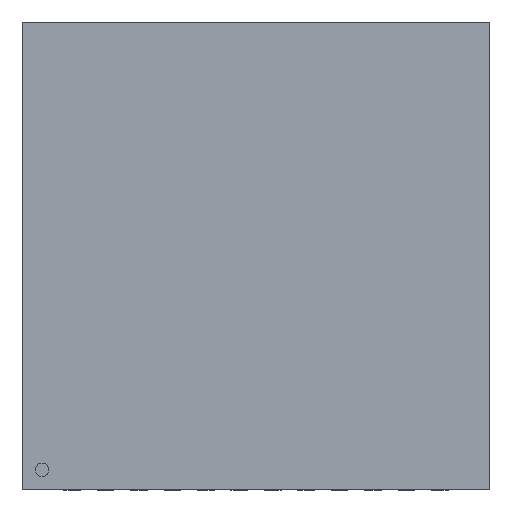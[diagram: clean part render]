
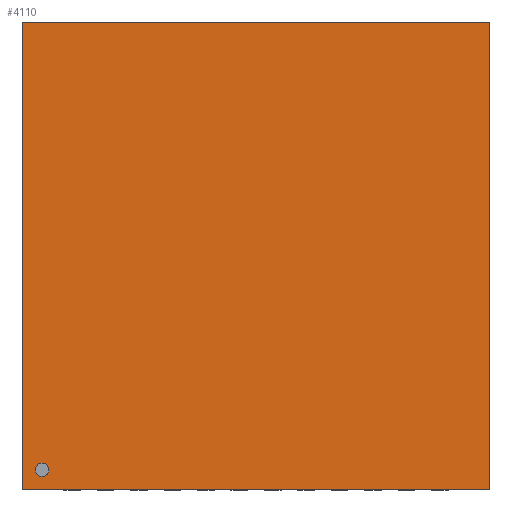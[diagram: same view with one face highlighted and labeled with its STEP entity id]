
A CAD part, top view. The second image highlights one B-rep face of the part: STEP entity #4110.
In plain terms, the highlighted planar face has unit normal (0, 0, 1).
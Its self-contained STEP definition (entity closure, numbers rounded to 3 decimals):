
#117 = LINE ( 'NONE', #10289, #7391 ) ;
#655 = ORIENTED_EDGE ( 'NONE', *, *, #12099, .F. ) ;
#1120 = CIRCLE ( 'NONE', #8357, 0.1 ) ;
#1179 = EDGE_LOOP ( 'NONE', ( #655, #7945 ) ) ;
#1874 = ORIENTED_EDGE ( 'NONE', *, *, #15844, .T. ) ;
#2088 = CARTESIAN_POINT ( 'NONE',  ( -3.5, -3.5, 0.88 ) ) ;
#2535 = AXIS2_PLACEMENT_3D ( 'NONE', #16006, #7849, #17380 ) ;
#2899 = EDGE_CURVE ( 'NONE', #5642, #10852, #13598, .T. ) ;
#3459 = DIRECTION ( 'NONE',  ( 1., 0., 0. ) ) ;
#4110 = ADVANCED_FACE ( 'NONE', ( #8406, #11599 ), #10522, .F. ) ;
#4268 = ORIENTED_EDGE ( 'NONE', *, *, #14005, .T. ) ;
#4542 = DIRECTION ( 'NONE',  ( 0., 0., 1. ) ) ;
#4873 = CIRCLE ( 'NONE', #9785, 0.1 ) ;
#5326 = CARTESIAN_POINT ( 'NONE',  ( -3.5, 3.5, 0.88 ) ) ;
#5327 = CARTESIAN_POINT ( 'NONE',  ( -3.1, -3.2, 0.88 ) ) ;
#5642 = VERTEX_POINT ( 'NONE', #5326 ) ;
#5686 = EDGE_CURVE ( 'NONE', #6186, #13432, #12963, .T. ) ;
#5858 = EDGE_CURVE ( 'NONE', #14510, #10223, #4873, .T. ) ;
#6186 = VERTEX_POINT ( 'NONE', #7537 ) ;
#6673 = ORIENTED_EDGE ( 'NONE', *, *, #2899, .T. ) ;
#6718 = LINE ( 'NONE', #14716, #9882 ) ;
#6832 = DIRECTION ( 'NONE',  ( 0., 1., 0. ) ) ;
#7391 = VECTOR ( 'NONE', #3459, 1000. ) ;
#7537 = CARTESIAN_POINT ( 'NONE',  ( 3.5, -3.5, 0.88 ) ) ;
#7816 = CARTESIAN_POINT ( 'NONE',  ( -3.3, -3.2, 0.88 ) ) ;
#7849 = DIRECTION ( 'NONE',  ( 0., 0., -1. ) ) ;
#7912 = DIRECTION ( 'NONE',  ( -1., 0., 0. ) ) ;
#7945 = ORIENTED_EDGE ( 'NONE', *, *, #5858, .F. ) ;
#8118 = CARTESIAN_POINT ( 'NONE',  ( -3.2, -3.2, 0.88 ) ) ;
#8357 = AXIS2_PLACEMENT_3D ( 'NONE', #8118, #17661, #9483 ) ;
#8406 = FACE_BOUND ( 'NONE', #1179, .T. ) ;
#8996 = DIRECTION ( 'NONE',  ( 0., -1., 0. ) ) ;
#9483 = DIRECTION ( 'NONE',  ( 1., 0., 0. ) ) ;
#9778 = VECTOR ( 'NONE', #6832, 1000. ) ;
#9785 = AXIS2_PLACEMENT_3D ( 'NONE', #12665, #4542, #14070 ) ;
#9882 = VECTOR ( 'NONE', #7912, 1000. ) ;
#10223 = VERTEX_POINT ( 'NONE', #5327 ) ;
#10289 = CARTESIAN_POINT ( 'NONE',  ( -3.5, -3.5, 0.88 ) ) ;
#10522 = PLANE ( 'NONE',  #2535 ) ;
#10852 = VERTEX_POINT ( 'NONE', #2088 ) ;
#11599 = FACE_OUTER_BOUND ( 'NONE', #13153, .T. ) ;
#12099 = EDGE_CURVE ( 'NONE', #10223, #14510, #1120, .T. ) ;
#12665 = CARTESIAN_POINT ( 'NONE',  ( -3.2, -3.2, 0.88 ) ) ;
#12963 = LINE ( 'NONE', #13608, #9778 ) ;
#13153 = EDGE_LOOP ( 'NONE', ( #16588, #4268, #6673, #1874 ) ) ;
#13432 = VERTEX_POINT ( 'NONE', #17417 ) ;
#13598 = LINE ( 'NONE', #15785, #16792 ) ;
#13608 = CARTESIAN_POINT ( 'NONE',  ( 3.5, -3.5, 0.88 ) ) ;
#14005 = EDGE_CURVE ( 'NONE', #13432, #5642, #6718, .T. ) ;
#14070 = DIRECTION ( 'NONE',  ( 1., 0., 0. ) ) ;
#14510 = VERTEX_POINT ( 'NONE', #7816 ) ;
#14716 = CARTESIAN_POINT ( 'NONE',  ( -3.5, 3.5, 0.88 ) ) ;
#15785 = CARTESIAN_POINT ( 'NONE',  ( -3.5, -3.5, 0.88 ) ) ;
#15844 = EDGE_CURVE ( 'NONE', #10852, #6186, #117, .T. ) ;
#16006 = CARTESIAN_POINT ( 'NONE',  ( 0., 0., 0.88 ) ) ;
#16588 = ORIENTED_EDGE ( 'NONE', *, *, #5686, .T. ) ;
#16792 = VECTOR ( 'NONE', #8996, 1000. ) ;
#17380 = DIRECTION ( 'NONE',  ( -1., 0., 0. ) ) ;
#17417 = CARTESIAN_POINT ( 'NONE',  ( 3.5, 3.5, 0.88 ) ) ;
#17661 = DIRECTION ( 'NONE',  ( 0., 0., 1. ) ) ;
